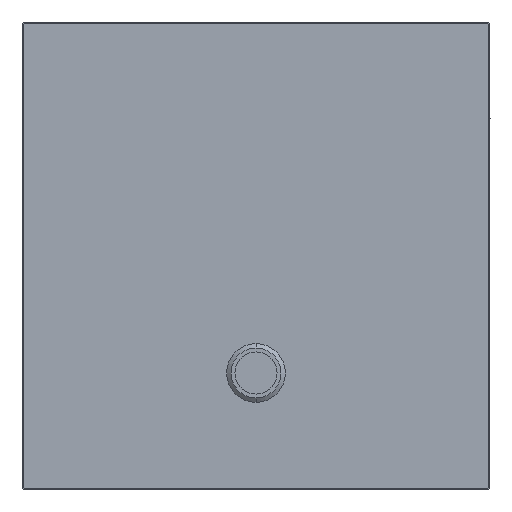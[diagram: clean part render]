
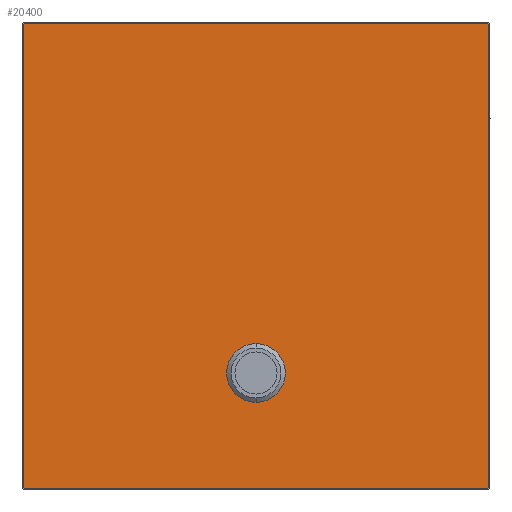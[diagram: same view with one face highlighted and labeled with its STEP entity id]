
A CAD part, front view. The second image highlights one B-rep face of the part: STEP entity #20400.
In plain terms, the highlighted planar face has unit normal (0, -1, 0).
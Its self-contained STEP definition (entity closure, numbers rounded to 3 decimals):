
#20199=CARTESIAN_POINT('',(493.,-40.,743.));
#20200=DIRECTION('',(0.,-1.,0.));
#20201=DIRECTION('',(1.,0.,0.));
#20202=AXIS2_PLACEMENT_3D('',#20199,#20200,#20201);
#20204=DIRECTION('',(0.,0.,1.));
#20205=VECTOR('',#20204,986.);
#20206=CARTESIAN_POINT('',(496.8,-40.,-243.));
#20207=LINE('',#20206,#20205);
#20208=CARTESIAN_POINT('',(493.,-40.,-243.));
#20209=DIRECTION('',(0.,-1.,0.));
#20210=DIRECTION('',(0.,0.,-1.));
#20211=AXIS2_PLACEMENT_3D('',#20208,#20209,#20210);
#20213=DIRECTION('',(1.,0.,0.));
#20214=VECTOR('',#20213,986.);
#20215=CARTESIAN_POINT('',(-493.,-40.,-246.8));
#20216=LINE('',#20215,#20214);
#20217=CARTESIAN_POINT('',(-493.,-40.,-243.));
#20218=DIRECTION('',(0.,-1.,0.));
#20219=DIRECTION('',(-1.,0.,0.));
#20220=AXIS2_PLACEMENT_3D('',#20217,#20218,#20219);
#20222=DIRECTION('',(0.,0.,-1.));
#20223=VECTOR('',#20222,986.);
#20224=CARTESIAN_POINT('',(-496.8,-40.,743.));
#20225=LINE('',#20224,#20223);
#20226=CARTESIAN_POINT('',(-493.,-40.,743.));
#20227=DIRECTION('',(0.,-1.,0.));
#20228=DIRECTION('',(0.,0.,1.));
#20229=AXIS2_PLACEMENT_3D('',#20226,#20227,#20228);
#20231=DIRECTION('',(-1.,0.,0.));
#20232=VECTOR('',#20231,986.);
#20233=CARTESIAN_POINT('',(493.,-40.,746.8));
#20234=LINE('',#20233,#20232);
#20235=CARTESIAN_POINT('',(0.,-40.,0.));
#20236=DIRECTION('',(0.,-1.,0.));
#20237=DIRECTION('',(0.,0.,1.));
#20238=AXIS2_PLACEMENT_3D('',#20235,#20236,#20237);
#20240=CARTESIAN_POINT('',(0.,-40.,0.));
#20241=DIRECTION('',(0.,-1.,0.));
#20242=DIRECTION('',(0.,0.,-1.));
#20243=AXIS2_PLACEMENT_3D('',#20240,#20241,#20242);
#20331=CARTESIAN_POINT('',(496.8,-40.,743.));
#20332=CARTESIAN_POINT('',(493.,-40.,746.8));
#20333=VERTEX_POINT('',#20331);
#20334=VERTEX_POINT('',#20332);
#20335=CARTESIAN_POINT('',(-493.,-40.,746.8));
#20336=VERTEX_POINT('',#20335);
#20337=CARTESIAN_POINT('',(-496.8,-40.,743.));
#20338=VERTEX_POINT('',#20337);
#20339=CARTESIAN_POINT('',(-496.8,-40.,-243.));
#20340=VERTEX_POINT('',#20339);
#20341=CARTESIAN_POINT('',(-493.,-40.,-246.8));
#20342=VERTEX_POINT('',#20341);
#20343=CARTESIAN_POINT('',(493.,-40.,-246.8));
#20344=VERTEX_POINT('',#20343);
#20345=CARTESIAN_POINT('',(496.8,-40.,-243.));
#20346=VERTEX_POINT('',#20345);
#20363=CARTESIAN_POINT('',(0.,-40.,62.637));
#20364=CARTESIAN_POINT('',(0.,-40.,-62.637));
#20365=VERTEX_POINT('',#20363);
#20366=VERTEX_POINT('',#20364);
#20371=CARTESIAN_POINT('',(0.,-40.,0.));
#20372=DIRECTION('',(0.,-1.,0.));
#20373=DIRECTION('',(0.,0.,-1.));
#20374=AXIS2_PLACEMENT_3D('',#20371,#20372,#20373);
#20375=PLANE('',#20374);
#20377=ORIENTED_EDGE('',*,*,#20376,.F.);
#20379=ORIENTED_EDGE('',*,*,#20378,.F.);
#20381=ORIENTED_EDGE('',*,*,#20380,.F.);
#20383=ORIENTED_EDGE('',*,*,#20382,.F.);
#20385=ORIENTED_EDGE('',*,*,#20384,.F.);
#20387=ORIENTED_EDGE('',*,*,#20386,.F.);
#20389=ORIENTED_EDGE('',*,*,#20388,.F.);
#20391=ORIENTED_EDGE('',*,*,#20390,.F.);
#20392=EDGE_LOOP('',(#20377,#20379,#20381,#20383,#20385,#20387,#20389,#20391));
#20393=FACE_OUTER_BOUND('',#20392,.F.);
#20395=ORIENTED_EDGE('',*,*,#20394,.T.);
#20397=ORIENTED_EDGE('',*,*,#20396,.T.);
#20398=EDGE_LOOP('',(#20395,#20397));
#20399=FACE_BOUND('',#20398,.F.);
#20400=ADVANCED_FACE('',(#20393,#20399),#20375,.T.);
#20203=CIRCLE('',#20202,3.8);
#20212=CIRCLE('',#20211,3.8);
#20221=CIRCLE('',#20220,3.8);
#20230=CIRCLE('',#20229,3.8);
#20239=CIRCLE('',#20238,62.637);
#20244=CIRCLE('',#20243,62.637);
#20376=EDGE_CURVE('',#20333,#20334,#20203,.T.);
#20378=EDGE_CURVE('',#20346,#20333,#20207,.T.);
#20380=EDGE_CURVE('',#20344,#20346,#20212,.T.);
#20382=EDGE_CURVE('',#20342,#20344,#20216,.T.);
#20384=EDGE_CURVE('',#20340,#20342,#20221,.T.);
#20386=EDGE_CURVE('',#20338,#20340,#20225,.T.);
#20388=EDGE_CURVE('',#20336,#20338,#20230,.T.);
#20390=EDGE_CURVE('',#20334,#20336,#20234,.T.);
#20394=EDGE_CURVE('',#20365,#20366,#20239,.T.);
#20396=EDGE_CURVE('',#20366,#20365,#20244,.T.);
